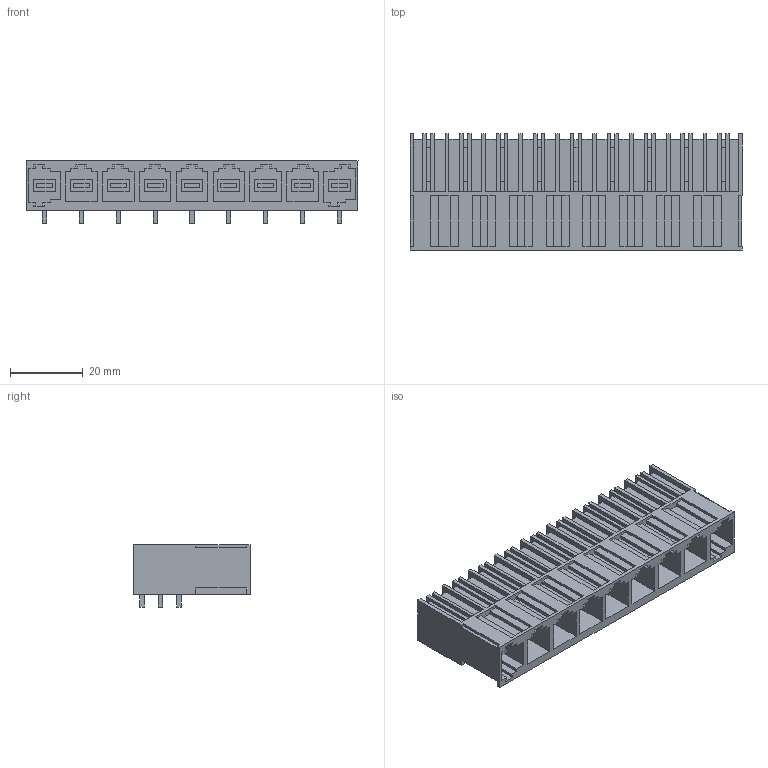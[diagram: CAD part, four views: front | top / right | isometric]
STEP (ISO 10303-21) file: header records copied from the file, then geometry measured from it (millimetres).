
FILE_DESCRIPTION(('CATIA V5 STEP Exchange','CAx-IF Rec.Pracs.--- Model Styling and Organization---1.2---2011-12-15'),'2;1');
FILE_NAME ('D1456659_0_1813400000_1813400000.stp','2018-03-07T10:22:57+00:00',('none'),('Weidmueller'),'CATIA Version 5-6 Release 2014','CATIA V5 STEP AP214','none');
FILE_SCHEMA(('AUTOMOTIVE_DESIGN { 1 0 10303 214 1 1 1 1 }'));
Length unit declared in the file: millimetre
Products named in the file (1): 1813400000
Bounding box: 91.44 x 32 x 17.1 mm (x, y, z)
Volume: 21666 mm3; surface area: 26896.6 mm2
Topology: 10 solids, 10 shells, 1007 faces, 3052 edges, 2084 vertices
Faces by surface type: plane 975, cylinder 32
Entity records: 32527 total; most frequent: ORIENTED_EDGE 6104, CARTESIAN_POINT 5927, DIRECTION 4159, EDGE_CURVE 3052, VECTOR 2956, LINE 2956, VERTEX_POINT 2084, EDGE_LOOP 1060
